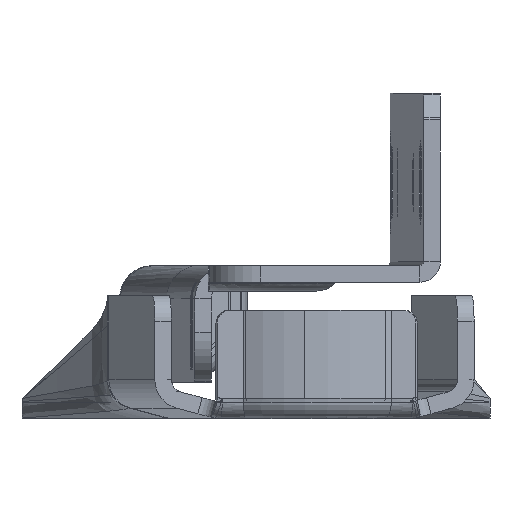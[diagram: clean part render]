
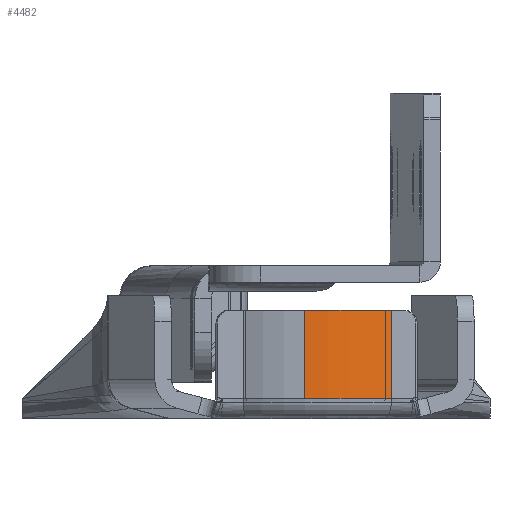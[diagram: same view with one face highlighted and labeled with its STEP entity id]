
A CAD part, left-side view. The second image highlights one B-rep face of the part: STEP entity #4482.
In plain terms, the highlighted cylindrical face has radius 12.3 mm (diameter 24.6 mm), a partial arc.
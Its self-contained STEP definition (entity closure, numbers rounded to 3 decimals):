
#787 = AXIS2_PLACEMENT_3D ( 'NONE', #22636, #26967, #19165 ) ;
#1576 = CYLINDRICAL_SURFACE ( 'NONE', #787, 12.3 ) ;
#2013 = VECTOR ( 'NONE', #29927, 1000. ) ;
#2038 = CARTESIAN_POINT ( 'NONE',  ( -497.958, -9.693, 0.3 ) ) ;
#2578 = CARTESIAN_POINT ( 'NONE',  ( -497.958, -9.693, 7.2 ) ) ;
#2588 = ORIENTED_EDGE ( 'NONE', *, *, #30431, .T. ) ;
#2739 = EDGE_LOOP ( 'NONE', ( #3902, #16697, #2588, #3859 ) ) ;
#3859 = ORIENTED_EDGE ( 'NONE', *, *, #18617, .F. ) ;
#3902 = ORIENTED_EDGE ( 'NONE', *, *, #6370, .F. ) ;
#4482 = ADVANCED_FACE ( 'NONE', ( #6191 ), #1576, .T. ) ;
#6191 = FACE_OUTER_BOUND ( 'NONE', #2739, .T. ) ;
#6370 = EDGE_CURVE ( 'NONE', #10934, #7901, #10080, .T. ) ;
#7096 = CARTESIAN_POINT ( 'NONE',  ( -487.701, -2.904, 7.2 ) ) ;
#7901 = VERTEX_POINT ( 'NONE', #11495 ) ;
#8116 = CARTESIAN_POINT ( 'NONE',  ( -487.701, -2.904, 0.3 ) ) ;
#8268 = DIRECTION ( 'NONE',  ( 1., 0., 0. ) ) ;
#10080 = CIRCLE ( 'NONE', #28720, 12.3 ) ;
#10934 = VERTEX_POINT ( 'NONE', #24143 ) ;
#11495 = CARTESIAN_POINT ( 'NONE',  ( -497.958, -9.693, 7.2 ) ) ;
#13080 = CIRCLE ( 'NONE', #24933, 12.3 ) ;
#15652 = VERTEX_POINT ( 'NONE', #22565 ) ;
#16448 = DIRECTION ( 'NONE',  ( 0., 0., 1. ) ) ;
#16697 = ORIENTED_EDGE ( 'NONE', *, *, #18040, .T. ) ;
#17108 = VECTOR ( 'NONE', #21283, 1000. ) ;
#18040 = EDGE_CURVE ( 'NONE', #10934, #15652, #23592, .T. ) ;
#18617 = EDGE_CURVE ( 'NONE', #7901, #23216, #30088, .T. ) ;
#19165 = DIRECTION ( 'NONE',  ( -1., 0., 0. ) ) ;
#19804 = DIRECTION ( 'NONE',  ( 0., 0., 1. ) ) ;
#21283 = DIRECTION ( 'NONE',  ( 0., 0., -1. ) ) ;
#22565 = CARTESIAN_POINT ( 'NONE',  ( -500.001, -2.904, 0.3 ) ) ;
#22636 = CARTESIAN_POINT ( 'NONE',  ( -487.701, -2.904, 7.2 ) ) ;
#23216 = VERTEX_POINT ( 'NONE', #2038 ) ;
#23592 = LINE ( 'NONE', #26679, #17108 ) ;
#24143 = CARTESIAN_POINT ( 'NONE',  ( -500.001, -2.904, 7.2 ) ) ;
#24933 = AXIS2_PLACEMENT_3D ( 'NONE', #8116, #19804, #8268 ) ;
#25852 = DIRECTION ( 'NONE',  ( 1., 0., 0. ) ) ;
#26679 = CARTESIAN_POINT ( 'NONE',  ( -500.001, -2.904, 7.2 ) ) ;
#26967 = DIRECTION ( 'NONE',  ( 0., 0., -1. ) ) ;
#28720 = AXIS2_PLACEMENT_3D ( 'NONE', #7096, #16448, #25852 ) ;
#29927 = DIRECTION ( 'NONE',  ( 0., 0., -1. ) ) ;
#30088 = LINE ( 'NONE', #2578, #2013 ) ;
#30431 = EDGE_CURVE ( 'NONE', #15652, #23216, #13080, .T. ) ;
